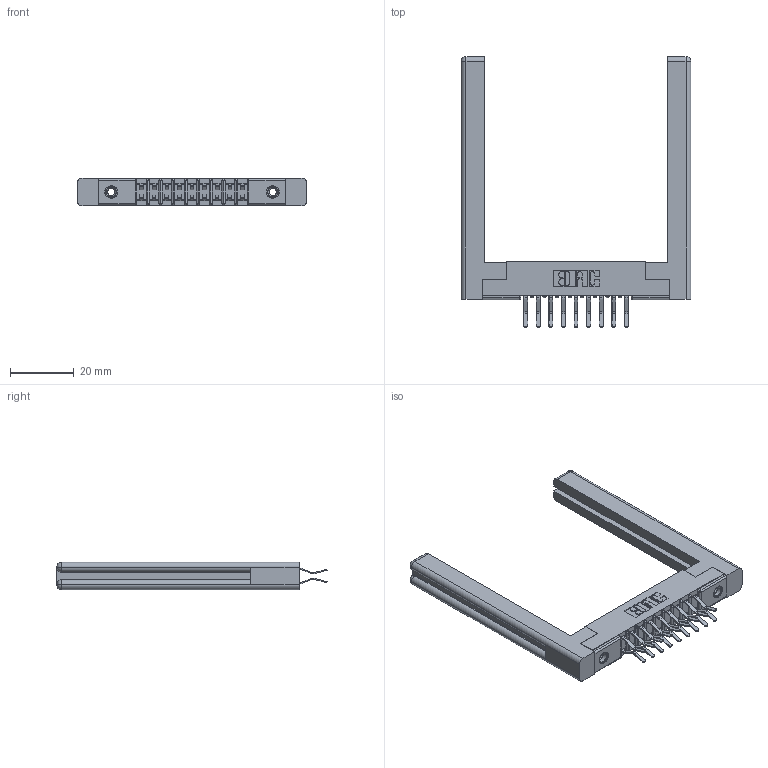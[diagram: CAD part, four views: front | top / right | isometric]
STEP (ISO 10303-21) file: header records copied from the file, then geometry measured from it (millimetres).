
FILE_DESCRIPTION (( 'STEP AP203' ), '1' );
FILE_NAME ('307-018-560-258.STEP', '2019-09-05T20:21:10', ( '' ), ( '' ), 'SwSTEP 2.0', 'SolidWorks 2016', '' );
FILE_SCHEMA (( 'CONFIG_CONTROL_DESIGN' ));
Length unit declared in the file: inch
Products named in the file (5): 345-250-001_345-250-001-102; 307-018-560-258; 307-220-058; 307 Part_.156 Dia Mounting Holes; 307-290-001_560
Assembly tree (23 placements, depth 2):
  307-018-560-258
    307 Part_.156 Dia Mounting Holes
    307-290-001_560  x18
    307-220-058  x2
    345-250-001_345-250-001-102  x2
Bounding box: 72.29 x 85.04 x 8.71 mm (x, y, z)
Volume: 12438.9 mm3; surface area: 12941.6 mm2
Topology: 23 solids, 23 shells, 1170 faces, 3233 edges, 2090 vertices
Faces by surface type: plane 748, cylinder 378, sphere 20, torus 12, cone 12
Entity records: 14809 total; most frequent: CARTESIAN_POINT 2452, DIRECTION 2374, ORIENTED_EDGE 2368, EDGE_CURVE 1184, VECTOR 890, LINE 890, VERTEX_POINT 766, AXIS2_PLACEMENT_3D 742
